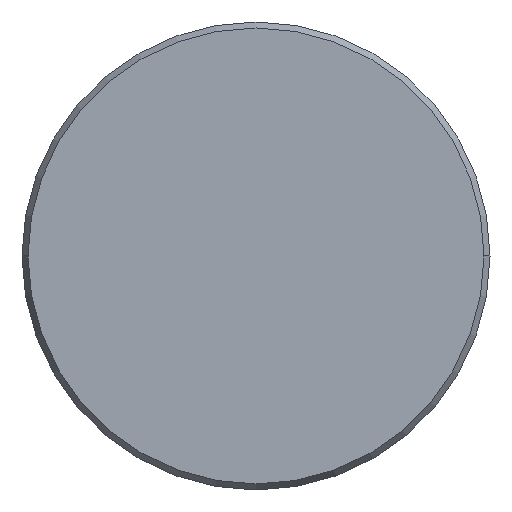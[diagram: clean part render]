
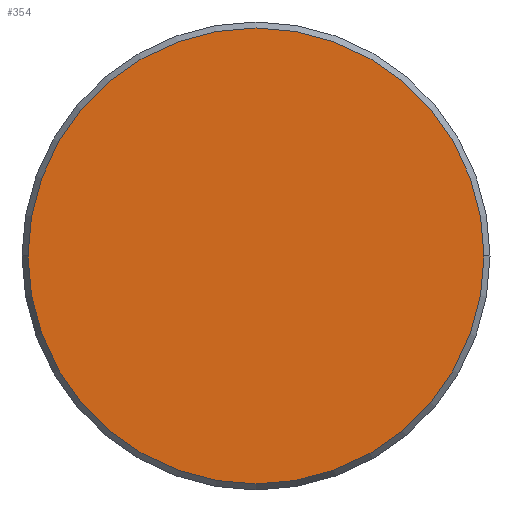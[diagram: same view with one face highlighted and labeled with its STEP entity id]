
A CAD part, top view. The second image highlights one B-rep face of the part: STEP entity #354.
In plain terms, the highlighted planar face has unit normal (0, 0, 1).
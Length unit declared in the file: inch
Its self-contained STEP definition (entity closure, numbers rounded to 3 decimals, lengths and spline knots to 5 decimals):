
#202 = ORIENTED_EDGE ( 'NONE', *, *, #1505, .T. ) ;
#254 = DIRECTION ( 'NONE',  ( 0., 0., 1. ) ) ;
#354 = ADVANCED_FACE ( 'NONE', ( #1266 ), #1582, .F. ) ;
#425 = CARTESIAN_POINT ( 'NONE',  ( -6.86734, 2.08169, 2.8708 ) ) ;
#475 = CARTESIAN_POINT ( 'NONE',  ( -6.41492, 2.08169, 2.8708 ) ) ;
#595 = CARTESIAN_POINT ( 'NONE',  ( -6.41492, 2.55069, 2.8708 ) ) ;
#624 = AXIS2_PLACEMENT_3D ( 'NONE', #475, #2006, #1325 ) ;
#754 = DIRECTION ( 'NONE',  ( -1., 0., 0. ) ) ;
#1256 = CARTESIAN_POINT ( 'NONE',  ( -6.41492, 2.08169, 2.8708 ) ) ;
#1266 = FACE_OUTER_BOUND ( 'NONE', #1891, .T. ) ;
#1296 = EDGE_CURVE ( 'NONE', #1553, #2024, #1587, .T. ) ;
#1325 = DIRECTION ( 'NONE',  ( -1., 0., 0. ) ) ;
#1402 = DIRECTION ( 'NONE',  ( -1., 0., 0. ) ) ;
#1414 = DIRECTION ( 'NONE',  ( 0., 0., -1. ) ) ;
#1493 = AXIS2_PLACEMENT_3D ( 'NONE', #595, #1414, #754 ) ;
#1505 = EDGE_CURVE ( 'NONE', #2024, #1553, #1613, .T. ) ;
#1553 = VERTEX_POINT ( 'NONE', #425 ) ;
#1582 = PLANE ( 'NONE',  #1493 ) ;
#1587 = CIRCLE ( 'NONE', #624, 0.45241 ) ;
#1613 = CIRCLE ( 'NONE', #1645, 0.45241 ) ;
#1645 = AXIS2_PLACEMENT_3D ( 'NONE', #1256, #254, #1402 ) ;
#1812 = ORIENTED_EDGE ( 'NONE', *, *, #1296, .T. ) ;
#1836 = CARTESIAN_POINT ( 'NONE',  ( -5.96251, 2.08169, 2.8708 ) ) ;
#1891 = EDGE_LOOP ( 'NONE', ( #1812, #202 ) ) ;
#2006 = DIRECTION ( 'NONE',  ( 0., 0., 1. ) ) ;
#2024 = VERTEX_POINT ( 'NONE', #1836 ) ;
